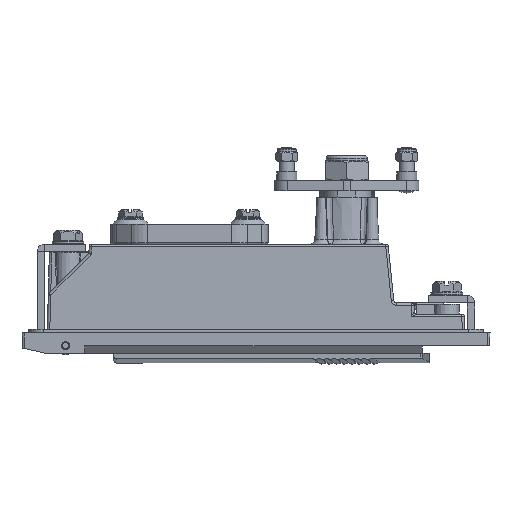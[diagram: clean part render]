
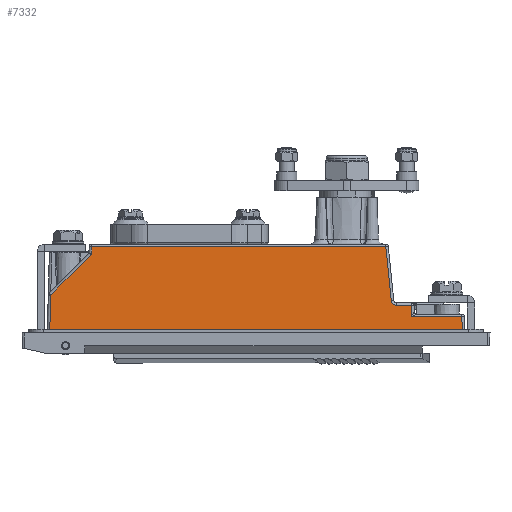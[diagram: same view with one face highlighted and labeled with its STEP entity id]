
A CAD part, front view. The second image highlights one B-rep face of the part: STEP entity #7332.
In plain terms, the highlighted planar face has unit normal (0, -1, 0.026).
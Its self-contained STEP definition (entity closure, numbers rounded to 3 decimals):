
#117 = EDGE_CURVE ( 'NONE', #23950, #23418, #26513, .T. ) ;
#223 = CARTESIAN_POINT ( 'NONE',  ( -65.765, -36.096, 24.526 ) ) ;
#239 = ORIENTED_EDGE ( 'NONE', *, *, #17630, .F. ) ;
#551 = ORIENTED_EDGE ( 'NONE', *, *, #18339, .T. ) ;
#2154 = VERTEX_POINT ( 'NONE', #4995 ) ;
#2206 =( BOUNDED_CURVE ( )  B_SPLINE_CURVE ( 3, ( #25434, #21471, #19500, #9141 ),
 .UNSPECIFIED., .F., .T. ) 
 B_SPLINE_CURVE_WITH_KNOTS ( ( 4, 4 ),
 ( 4.814, 6.283 ),
 .UNSPECIFIED. ) 
 CURVE ( )  GEOMETRIC_REPRESENTATION_ITEM ( )  RATIONAL_B_SPLINE_CURVE ( ( 1., 0.828, 0.828, 1. ) ) 
 REPRESENTATION_ITEM ( '' )  );
#2383 = LINE ( 'NONE', #10952, #6374 ) ;
#2580 = ORIENTED_EDGE ( 'NONE', *, *, #22175, .T. ) ;
#3442 = LINE ( 'NONE', #19165, #19045 ) ;
#3896 = LINE ( 'NONE', #8340, #21780 ) ;
#4306 = VECTOR ( 'NONE', #14779, 1000. ) ;
#4488 = VERTEX_POINT ( 'NONE', #22347 ) ;
#4605 = EDGE_CURVE ( 'NONE', #25365, #10932, #3896, .T. ) ;
#4695 = VECTOR ( 'NONE', #5670, 1000. ) ;
#4995 = CARTESIAN_POINT ( 'NONE',  ( -82.105, -36.605, 5.101 ) ) ;
#5670 = DIRECTION ( 'NONE',  ( 1., 0., 0. ) ) ;
#5955 = VERTEX_POINT ( 'NONE', #26439 ) ;
#5980 = ORIENTED_EDGE ( 'NONE', *, *, #4605, .T. ) ;
#5997 = ORIENTED_EDGE ( 'NONE', *, *, #13654, .T. ) ;
#6374 = VECTOR ( 'NONE', #25204, 1000. ) ;
#6527 = ORIENTED_EDGE ( 'NONE', *, *, #24487, .T. ) ;
#7287 = FACE_OUTER_BOUND ( 'NONE', #7788, .T. ) ;
#7332 = ADVANCED_FACE ( 'NONE', ( #7287 ), #11242, .T. ) ;
#7560 = CARTESIAN_POINT ( 'NONE',  ( 51.911, -36.096, 24.526 ) ) ;
#7788 = EDGE_LOOP ( 'NONE', ( #22323, #551, #14644, #17048, #22313, #239, #5997, #2580, #5980, #6527, #19018 ) ) ;
#8340 = CARTESIAN_POINT ( 'NONE',  ( -66.373, -37.008, -10.299 ) ) ;
#8491 = CARTESIAN_POINT ( 'NONE',  ( 62.321, -36.829, -3.474 ) ) ;
#9029 = VERTEX_POINT ( 'NONE', #7560 ) ;
#9141 = CARTESIAN_POINT ( 'NONE',  ( 56.104, -36.711, 1.026 ) ) ;
#9686 = CARTESIAN_POINT ( 'NONE',  ( -83.5, -37., -10. ) ) ;
#9771 = CARTESIAN_POINT ( 'NONE',  ( 55.2, -36.711, 1.026 ) ) ;
#9802 = VECTOR ( 'NONE', #18249, 1000. ) ;
#9890 = EDGE_CURVE ( 'NONE', #24719, #21227, #19035, .T. ) ;
#9973 = EDGE_CURVE ( 'NONE', #23418, #5955, #10094, .T. ) ;
#10094 = LINE ( 'NONE', #9771, #9802 ) ;
#10932 = VERTEX_POINT ( 'NONE', #18379 ) ;
#10952 = CARTESIAN_POINT ( 'NONE',  ( -66.748, -36.096, 24.526 ) ) ;
#11242 = PLANE ( 'NONE',  #20614 ) ;
#11454 = LINE ( 'NONE', #25851, #15970 ) ;
#11609 = DIRECTION ( 'NONE',  ( 0., -0.026, -1. ) ) ;
#11822 = CARTESIAN_POINT ( 'NONE',  ( -82.501, -37.001, -10.026 ) ) ;
#12091 = DIRECTION ( 'NONE',  ( -0.707, -0.019, -0.707 ) ) ;
#12700 = CARTESIAN_POINT ( 'NONE',  ( 51.823, -36.073, 25.399 ) ) ;
#13239 = CARTESIAN_POINT ( 'NONE',  ( 82.329, -36.829, -3.474 ) ) ;
#13470 = CARTESIAN_POINT ( 'NONE',  ( 82.5, -37., -10. ) ) ;
#13505 = EDGE_CURVE ( 'NONE', #2154, #24719, #17503, .T. ) ;
#13654 = EDGE_CURVE ( 'NONE', #4488, #9029, #19305, .T. ) ;
#14122 = CARTESIAN_POINT ( 'NONE',  ( 62.242, -36.711, 1.026 ) ) ;
#14644 = ORIENTED_EDGE ( 'NONE', *, *, #21207, .T. ) ;
#14779 = DIRECTION ( 'NONE',  ( -0.101, 0.026, 0.995 ) ) ;
#14883 = CARTESIAN_POINT ( 'NONE',  ( -82.5, -37., -10. ) ) ;
#14991 = VECTOR ( 'NONE', #24836, 1000. ) ;
#15591 = DIRECTION ( 'NONE',  ( 0., -1., 0.026 ) ) ;
#15721 = VERTEX_POINT ( 'NONE', #13239 ) ;
#15765 = CARTESIAN_POINT ( 'NONE',  ( -83.5, -37., -10. ) ) ;
#15970 = VECTOR ( 'NONE', #25671, 1000. ) ;
#16319 = LINE ( 'NONE', #17924, #18858 ) ;
#16792 = CARTESIAN_POINT ( 'NONE',  ( 62.39, -36.933, -7.455 ) ) ;
#17048 = ORIENTED_EDGE ( 'NONE', *, *, #117, .T. ) ;
#17503 = LINE ( 'NONE', #11822, #19428 ) ;
#17630 = EDGE_CURVE ( 'NONE', #4488, #5955, #2206, .T. ) ;
#17924 = CARTESIAN_POINT ( 'NONE',  ( -82.4, -36.612, 4.806 ) ) ;
#18249 = DIRECTION ( 'NONE',  ( -1., 0., 0. ) ) ;
#18339 = EDGE_CURVE ( 'NONE', #21227, #15721, #3442, .T. ) ;
#18379 = CARTESIAN_POINT ( 'NONE',  ( -65.82, -36.178, 21.386 ) ) ;
#18858 = VECTOR ( 'NONE', #12091, 1000. ) ;
#19018 = ORIENTED_EDGE ( 'NONE', *, *, #13505, .T. ) ;
#19035 = LINE ( 'NONE', #9686, #4695 ) ;
#19045 = VECTOR ( 'NONE', #25462, 1000. ) ;
#19165 = CARTESIAN_POINT ( 'NONE',  ( 82.387, -36.886, -5.659 ) ) ;
#19305 = LINE ( 'NONE', #12700, #4306 ) ;
#19428 = VECTOR ( 'NONE', #20114, 1000. ) ;
#19500 = CARTESIAN_POINT ( 'NONE',  ( 55.024, -36.711, 1.026 ) ) ;
#20114 = DIRECTION ( 'NONE',  ( -0.026, -0.026, -0.999 ) ) ;
#20614 = AXIS2_PLACEMENT_3D ( 'NONE', #15765, #15591, #11609 ) ;
#21207 = EDGE_CURVE ( 'NONE', #15721, #23950, #11454, .T. ) ;
#21227 = VERTEX_POINT ( 'NONE', #13470 ) ;
#21471 = CARTESIAN_POINT ( 'NONE',  ( 54.223, -36.692, 1.75 ) ) ;
#21780 = VECTOR ( 'NONE', #24797, 1000. ) ;
#22175 = EDGE_CURVE ( 'NONE', #9029, #25365, #2383, .T. ) ;
#22313 = ORIENTED_EDGE ( 'NONE', *, *, #9973, .T. ) ;
#22323 = ORIENTED_EDGE ( 'NONE', *, *, #9890, .T. ) ;
#22347 = CARTESIAN_POINT ( 'NONE',  ( 54.114, -36.664, 2.824 ) ) ;
#23418 = VERTEX_POINT ( 'NONE', #14122 ) ;
#23950 = VERTEX_POINT ( 'NONE', #8491 ) ;
#24487 = EDGE_CURVE ( 'NONE', #10932, #2154, #16319, .T. ) ;
#24719 = VERTEX_POINT ( 'NONE', #14883 ) ;
#24797 = DIRECTION ( 'NONE',  ( -0.017, -0.026, -1. ) ) ;
#24836 = DIRECTION ( 'NONE',  ( -0.017, 0.026, 1. ) ) ;
#25204 = DIRECTION ( 'NONE',  ( -1., 0., 0. ) ) ;
#25365 = VERTEX_POINT ( 'NONE', #223 ) ;
#25434 = CARTESIAN_POINT ( 'NONE',  ( 54.114, -36.664, 2.824 ) ) ;
#25462 = DIRECTION ( 'NONE',  ( -0.026, 0.026, 0.999 ) ) ;
#25671 = DIRECTION ( 'NONE',  ( -1., 0., 0. ) ) ;
#25851 = CARTESIAN_POINT ( 'NONE',  ( -83.5, -36.829, -3.474 ) ) ;
#26439 = CARTESIAN_POINT ( 'NONE',  ( 56.104, -36.711, 1.026 ) ) ;
#26513 = LINE ( 'NONE', #16792, #14991 ) ;
